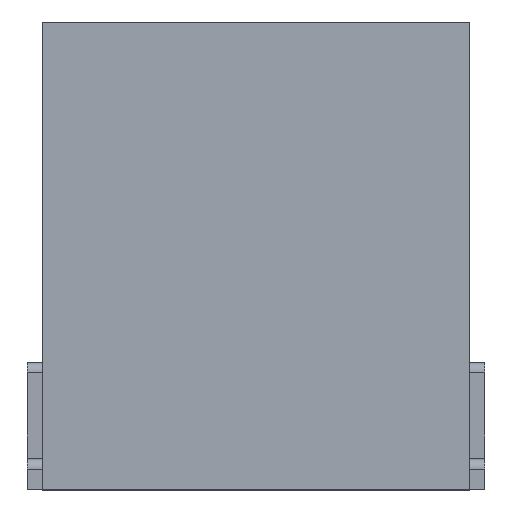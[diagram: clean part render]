
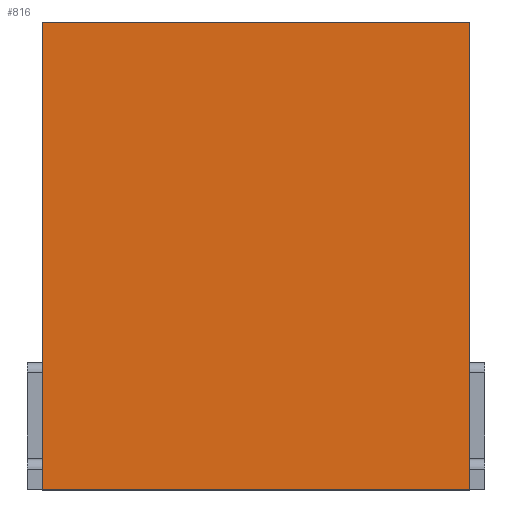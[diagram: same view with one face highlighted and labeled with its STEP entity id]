
A CAD part, top view. The second image highlights one B-rep face of the part: STEP entity #816.
In plain terms, the highlighted planar face has unit normal (0, 0, 1).
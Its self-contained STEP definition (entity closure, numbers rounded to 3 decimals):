
#789=AXIS2_PLACEMENT_3D('Plane Axis2P3D',#786,#787,#788) ;
#508=CARTESIAN_POINT('Vertex',(0.3,0.,10.3)) ;
#511=CARTESIAN_POINT('Line Origine',(0.3,4.6,10.3)) ;
#515=CARTESIAN_POINT('Vertex',(0.3,9.2,10.3)) ;
#786=CARTESIAN_POINT('Axis2P3D Location',(0.3,9.2,10.3)) ;
#791=CARTESIAN_POINT('Line Origine',(4.505,0.,10.3)) ;
#795=CARTESIAN_POINT('Vertex',(8.71,0.,10.3)) ;
#798=CARTESIAN_POINT('Line Origine',(8.71,4.6,10.3)) ;
#802=CARTESIAN_POINT('Vertex',(8.71,9.2,10.3)) ;
#805=CARTESIAN_POINT('Line Origine',(4.505,9.2,10.3)) ;
#512=DIRECTION('Vector Direction',(0.,-1.,0.)) ;
#787=DIRECTION('Axis2P3D Direction',(-0.,0.,1.)) ;
#788=DIRECTION('Axis2P3D XDirection',(0.,-1.,0.)) ;
#792=DIRECTION('Vector Direction',(1.,0.,0.)) ;
#799=DIRECTION('Vector Direction',(0.,-1.,0.)) ;
#806=DIRECTION('Vector Direction',(1.,0.,0.)) ;
#513=VECTOR('Line Direction',#512,1.) ;
#793=VECTOR('Line Direction',#792,1.) ;
#800=VECTOR('Line Direction',#799,1.) ;
#807=VECTOR('Line Direction',#806,1.) ;
#811=ORIENTED_EDGE('',*,*,#517,.F.) ;
#812=ORIENTED_EDGE('',*,*,#797,.T.) ;
#813=ORIENTED_EDGE('',*,*,#804,.T.) ;
#814=ORIENTED_EDGE('',*,*,#809,.F.) ;
#816=ADVANCED_FACE('Housing',(#815),#790,.T.) ;
#517=EDGE_CURVE('',#509,#516,#514,.F.) ;
#797=EDGE_CURVE('',#509,#796,#794,.T.) ;
#804=EDGE_CURVE('',#796,#803,#801,.F.) ;
#809=EDGE_CURVE('',#516,#803,#808,.T.) ;
#810=EDGE_LOOP('',(#811,#812,#813,#814)) ;
#815=FACE_OUTER_BOUND('',#810,.T.) ;
#514=LINE('Line',#511,#513) ;
#794=LINE('Line',#791,#793) ;
#801=LINE('Line',#798,#800) ;
#808=LINE('Line',#805,#807) ;
#790=PLANE('',#789) ;
#509=VERTEX_POINT('',#508) ;
#516=VERTEX_POINT('',#515) ;
#796=VERTEX_POINT('',#795) ;
#803=VERTEX_POINT('',#802) ;
